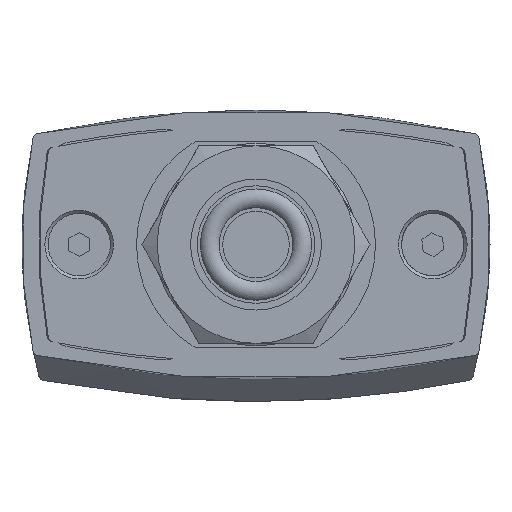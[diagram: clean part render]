
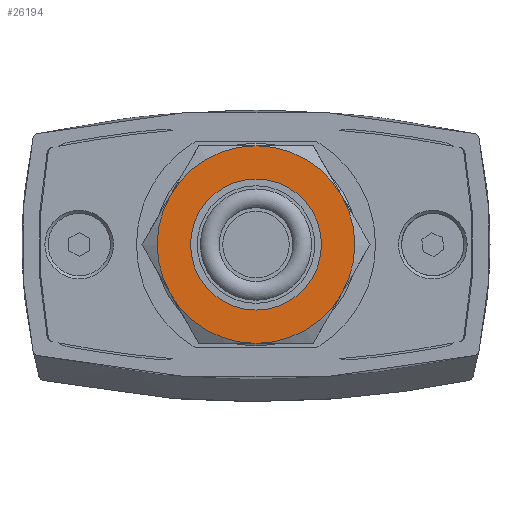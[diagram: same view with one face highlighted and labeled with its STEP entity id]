
A CAD part, front view. The second image highlights one B-rep face of the part: STEP entity #26194.
In plain terms, the highlighted planar face has unit normal (0, -1, 0).
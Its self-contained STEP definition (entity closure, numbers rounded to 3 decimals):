
#25571=CARTESIAN_POINT('',(-8.227,-71.6,-4.75));
#25572=VERTEX_POINT('',#25571);
#25651=CARTESIAN_POINT('',(0.,-71.6,-9.5));
#25652=VERTEX_POINT('',#25651);
#25724=CARTESIAN_POINT('',(8.227,-71.6,-4.75));
#25725=VERTEX_POINT('',#25724);
#25797=CARTESIAN_POINT('',(8.227,-71.6,4.75));
#25798=VERTEX_POINT('',#25797);
#25870=CARTESIAN_POINT('',(0.,-71.6,9.5));
#25871=VERTEX_POINT('',#25870);
#25943=CARTESIAN_POINT('',(-8.227,-71.6,4.75));
#25944=VERTEX_POINT('',#25943);
#26008=CARTESIAN_POINT('',(0.,-71.6,0.));
#26009=DIRECTION('',(0.0,-1.0,0.0));
#26010=DIRECTION('',(1.0,0.0,0.0));
#26011=AXIS2_PLACEMENT_3D('',#26008,#26009,#26010);
#26012=CIRCLE('',#26011,9.5);
#26013=EDGE_CURVE('',#25798,#25871,#26012,.T.);
#26025=CARTESIAN_POINT('',(0.,-71.6,0.));
#26026=DIRECTION('',(0.0,-1.0,0.0));
#26027=DIRECTION('',(1.0,0.0,0.0));
#26028=AXIS2_PLACEMENT_3D('',#26025,#26026,#26027);
#26029=CIRCLE('',#26028,9.5);
#26030=EDGE_CURVE('',#25871,#25944,#26029,.T.);
#26042=CARTESIAN_POINT('',(0.,-71.6,0.));
#26043=DIRECTION('',(0.0,-1.0,0.0));
#26044=DIRECTION('',(1.0,0.0,0.0));
#26045=AXIS2_PLACEMENT_3D('',#26042,#26043,#26044);
#26046=CIRCLE('',#26045,9.5);
#26047=EDGE_CURVE('',#25944,#25572,#26046,.T.);
#26060=CARTESIAN_POINT('',(0.,-71.6,0.));
#26061=DIRECTION('',(0.0,-1.0,0.0));
#26062=DIRECTION('',(1.0,0.0,0.0));
#26063=AXIS2_PLACEMENT_3D('',#26060,#26061,#26062);
#26064=CIRCLE('',#26063,9.5);
#26065=EDGE_CURVE('',#25572,#25652,#26064,.T.);
#26077=CARTESIAN_POINT('',(0.,-71.6,0.));
#26078=DIRECTION('',(0.0,-1.0,0.0));
#26079=DIRECTION('',(1.0,0.0,0.0));
#26080=AXIS2_PLACEMENT_3D('',#26077,#26078,#26079);
#26081=CIRCLE('',#26080,9.5);
#26082=EDGE_CURVE('',#25652,#25725,#26081,.T.);
#26094=CARTESIAN_POINT('',(0.,-71.6,0.));
#26095=DIRECTION('',(0.0,-1.0,0.0));
#26096=DIRECTION('',(1.0,0.0,0.0));
#26097=AXIS2_PLACEMENT_3D('',#26094,#26095,#26096);
#26098=CIRCLE('',#26097,9.5);
#26099=EDGE_CURVE('',#25725,#25798,#26098,.T.);
#26170=CARTESIAN_POINT('',(7.9,-71.6,0.));
#26171=DIRECTION('',(0.0,-1.0,0.0));
#26172=DIRECTION('',(0.0,0.0,-1.0));
#26173=AXIS2_PLACEMENT_3D('',#26170,#26171,#26172);
#26174=PLANE('',#26173);
#26175=ORIENTED_EDGE('',*,*,#26099,.T.);
#26176=ORIENTED_EDGE('',*,*,#26013,.T.);
#26177=ORIENTED_EDGE('',*,*,#26030,.T.);
#26178=ORIENTED_EDGE('',*,*,#26047,.T.);
#26179=ORIENTED_EDGE('',*,*,#26065,.T.);
#26180=ORIENTED_EDGE('',*,*,#26082,.T.);
#26181=EDGE_LOOP('',(#26175,#26176,#26177,#26178,#26179,#26180));
#26182=FACE_OUTER_BOUND('',#26181,.T.);
#26183=CARTESIAN_POINT('',(6.3,-71.6,0.));
#26184=VERTEX_POINT('',#26183);
#26185=CARTESIAN_POINT('',(0.,-71.6,0.));
#26186=DIRECTION('',(0.0,-1.0,0.0));
#26187=DIRECTION('',(1.0,0.0,0.0));
#26188=AXIS2_PLACEMENT_3D('',#26185,#26186,#26187);
#26189=CIRCLE('',#26188,6.3);
#26190=EDGE_CURVE('',#26184,#26184,#26189,.T.);
#26191=ORIENTED_EDGE('',*,*,#26190,.F.);
#26192=EDGE_LOOP('',(#26191));
#26193=FACE_BOUND('',#26192,.T.);
#26194=ADVANCED_FACE('',(#26182,#26193),#26174,.T.);
